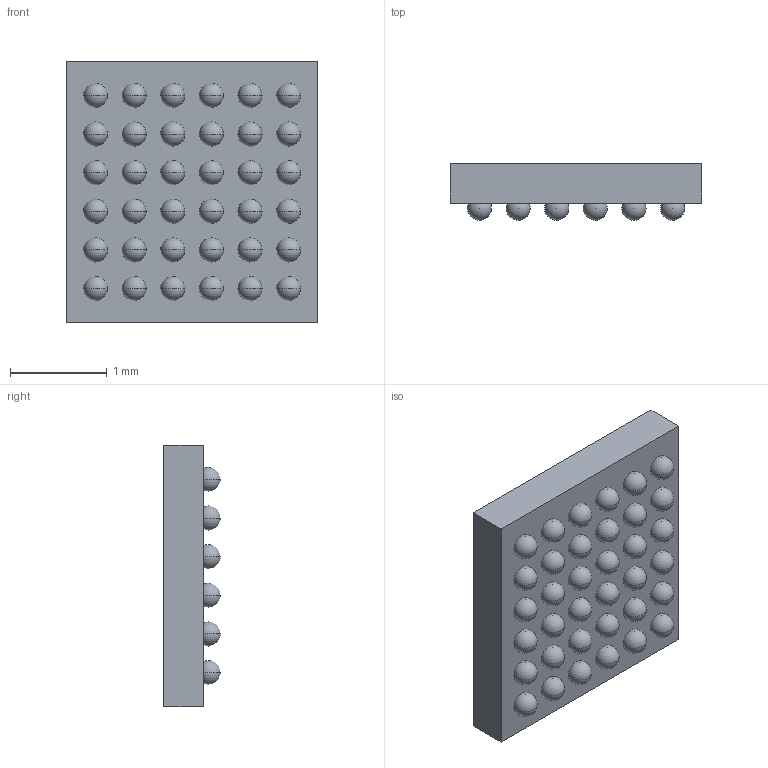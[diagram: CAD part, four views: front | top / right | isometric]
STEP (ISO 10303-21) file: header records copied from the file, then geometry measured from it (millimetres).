
FILE_DESCRIPTION (( 'STEP AP214' ), '1' );
FILE_NAME ('STM32F042T6Y6TR.STEP', '2020-05-01T11:00:10', ( '' ), ( '' ), 'SwSTEP 2.0', 'SolidWorks 2017', '' );
FILE_SCHEMA (( 'AUTOMOTIVE_DESIGN' ));
Length unit declared in the file: millimetre
Products named in the file (1): STM32F042T6Y6TR
Bounding box: 2.6 x 0.58 x 2.7 mm (x, y, z)
Volume: 3.1 mm3; surface area: 25 mm2
Topology: 38 solids, 38 shells, 121 faces, 348 edges, 232 vertices
Faces by surface type: sphere 72, plane 45, cylinder 4
Entity records: 3069 total; most frequent: DIRECTION 564, CARTESIAN_POINT 414, ORIENTED_EDGE 336, AXIS2_PLACEMENT_3D 274, EDGE_CURVE 168, CIRCLE 152, VERTEX_POINT 124, EDGE_LOOP 122
